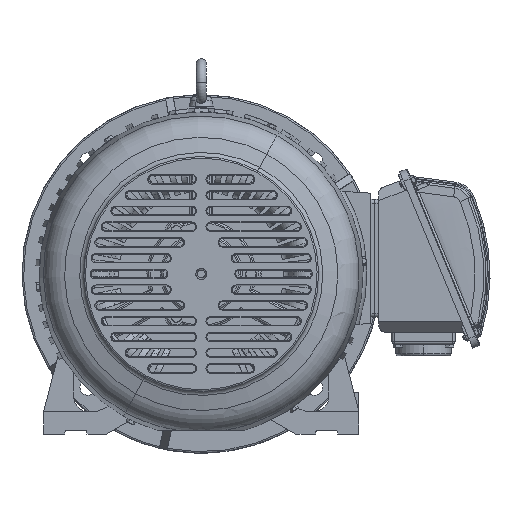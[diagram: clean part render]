
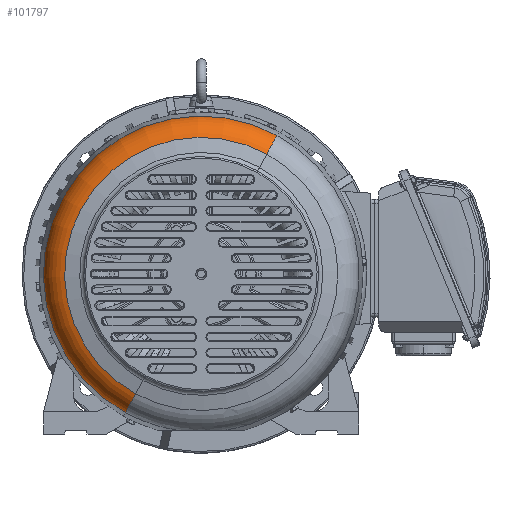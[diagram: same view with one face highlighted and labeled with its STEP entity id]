
A CAD part, front view. The second image highlights one B-rep face of the part: STEP entity #101797.
In plain terms, the highlighted toroidal (fillet/blend) face has major radius 163.789 mm and minor radius 37 mm.
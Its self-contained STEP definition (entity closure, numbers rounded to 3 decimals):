
#101698=CARTESIAN_POINT('Axis2P3D Location',(0.,-363.471,0.)) ;
#101702=CARTESIAN_POINT('Vertex',(-83.116,-363.471,-152.142)) ;
#101704=CARTESIAN_POINT('Vertex',(83.116,-363.471,152.142)) ;
#101767=CARTESIAN_POINT('Axis2P3D Location',(0.,-327.732,0.)) ;
#101772=CARTESIAN_POINT('Axis2P3D Location',(0.,-332.852,0.)) ;
#101776=CARTESIAN_POINT('Vertex',(-96.093,-332.852,-175.897)) ;
#101778=CARTESIAN_POINT('Vertex',(96.093,-332.852,175.897)) ;
#101781=CARTESIAN_POINT('Axis2P3D Location',(-78.525,-327.732,-143.738)) ;
#101786=CARTESIAN_POINT('Axis2P3D Location',(78.525,-327.732,143.738)) ;
#101699=DIRECTION('Axis2P3D Direction',(0.,1.,0.)) ;
#101768=DIRECTION('Axis2P3D Direction',(0.,1.,0.)) ;
#101769=DIRECTION('Axis2P3D XDirection',(0.479,0.,0.878)) ;
#101773=DIRECTION('Axis2P3D Direction',(0.,1.,0.)) ;
#101782=DIRECTION('Axis2P3D Direction',(0.878,0.,-0.479)) ;
#101787=DIRECTION('Axis2P3D Direction',(-0.878,0.,0.479)) ;
#101700=AXIS2_PLACEMENT_3D('Circle Axis2P3D',#101698,#101699,$) ;
#101770=AXIS2_PLACEMENT_3D('Torus Axis2P3D',#101767,#101768,#101769) ;
#101774=AXIS2_PLACEMENT_3D('Circle Axis2P3D',#101772,#101773,$) ;
#101783=AXIS2_PLACEMENT_3D('Circle Axis2P3D',#101781,#101782,$) ;
#101788=AXIS2_PLACEMENT_3D('Circle Axis2P3D',#101786,#101787,$) ;
#101792=ORIENTED_EDGE('',*,*,#101780,.F.) ;
#101793=ORIENTED_EDGE('',*,*,#101785,.T.) ;
#101794=ORIENTED_EDGE('',*,*,#101706,.T.) ;
#101795=ORIENTED_EDGE('',*,*,#101790,.F.) ;
#101797=ADVANCED_FACE('31407C383.1',(#101796),#101771,.T.) ;
#101701=CIRCLE('generated circle',#101700,173.365) ;
#101775=CIRCLE('generated circle',#101774,200.433) ;
#101784=CIRCLE('generated circle',#101783,37.) ;
#101789=CIRCLE('generated circle',#101788,37.) ;
#101771=TOROIDAL_SURFACE('homeo Torus',#101770,163.789,37.) ;
#101706=EDGE_CURVE('',#101703,#101705,#101701,.T.) ;
#101780=EDGE_CURVE('',#101777,#101779,#101775,.T.) ;
#101785=EDGE_CURVE('',#101777,#101703,#101784,.F.) ;
#101790=EDGE_CURVE('',#101779,#101705,#101789,.F.) ;
#101791=EDGE_LOOP('',(#101792,#101793,#101794,#101795)) ;
#101796=FACE_OUTER_BOUND('',#101791,.T.) ;
#101703=VERTEX_POINT('',#101702) ;
#101705=VERTEX_POINT('',#101704) ;
#101777=VERTEX_POINT('',#101776) ;
#101779=VERTEX_POINT('',#101778) ;
